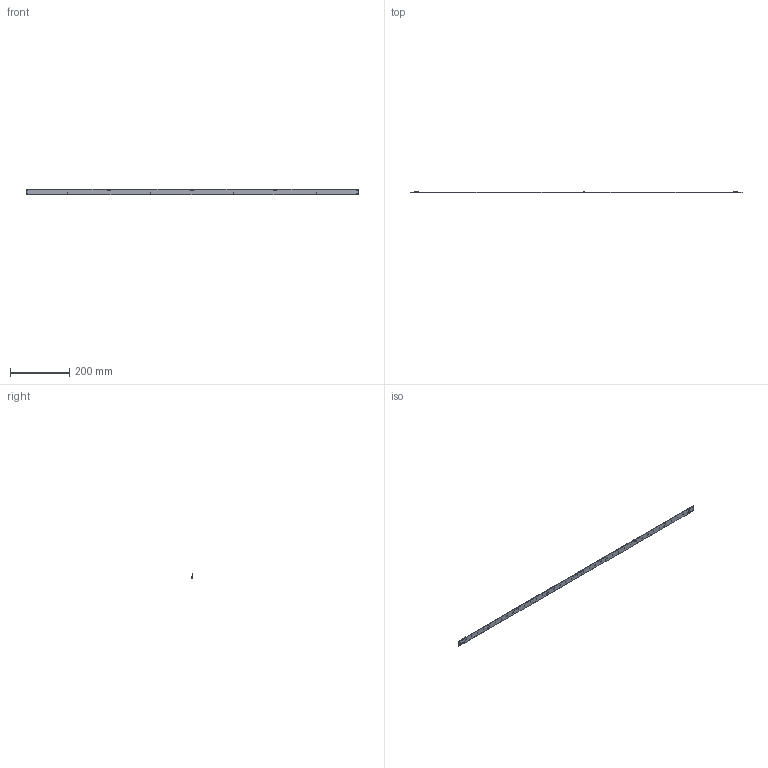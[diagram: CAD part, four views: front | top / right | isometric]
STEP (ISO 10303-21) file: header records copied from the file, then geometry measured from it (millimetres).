
FILE_DESCRIPTION (( 'STEP AP214' ), '1' );
FILE_NAME ('WU-M-544 Assembly.STEP', '2016-06-28T07:00:46', ( 'Admin' ), ( 'Microsoft' ), 'SwSTEP 2.0', 'SolidWorks 2016', '' );
FILE_SCHEMA (( 'AUTOMOTIVE_DESIGN' ));
Length unit declared in the file: millimetre
Products named in the file (6): 2060-451; SMA33A; WU-M-544 PCB-LSL; WU-M-544 PCB-Base; WU-M-544 Assembly; Nichia Nxxx757
Assembly tree (45 placements, depth 2):
  WU-M-544 Assembly
    WU-M-544 PCB-Base
    WU-M-544 PCB-LSL
    SMA33A
    2060-451  x2
    Nichia Nxxx757  x40
Bounding box: 1119.6 x 6.1 x 20 mm (x, y, z)
Volume: 35935.9 mm3; surface area: 50911.5 mm2
Topology: 133 solids, 133 shells, 5145 faces, 13676 edges, 9084 vertices
Faces by surface type: plane 4201, cylinder 852, bspline 72, sphere 16, torus 4
Entity records: 81706 total; most frequent: CARTESIAN_POINT 14481, ORIENTED_EDGE 11316, DIRECTION 10240, EDGE_CURVE 5658, VECTOR 5102, LINE 5102, VERTEX_POINT 3750, AXIS2_PLACEMENT_3D 2569
